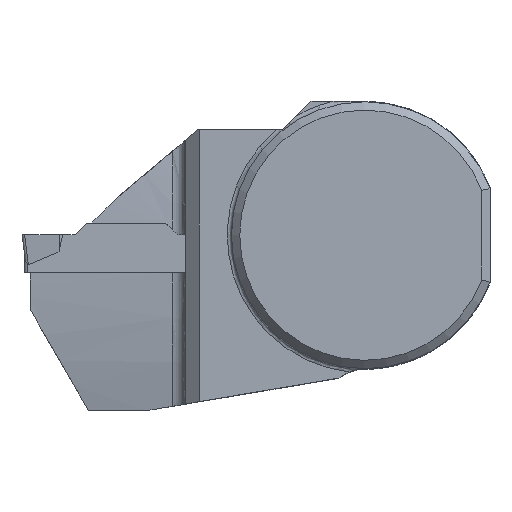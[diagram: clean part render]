
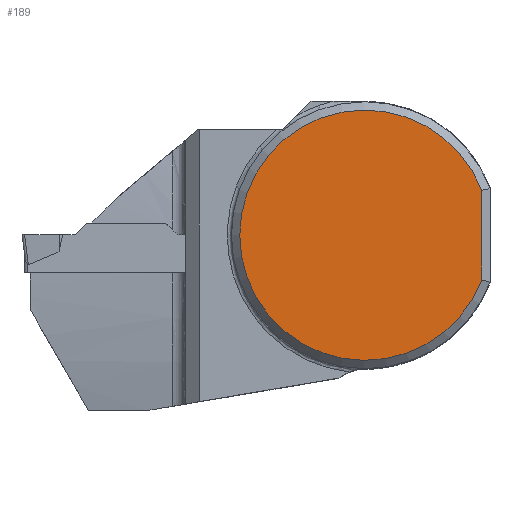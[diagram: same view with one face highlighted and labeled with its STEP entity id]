
A CAD part, top view. The second image highlights one B-rep face of the part: STEP entity #189.
In plain terms, the highlighted planar face has unit normal (0, 0, 1).
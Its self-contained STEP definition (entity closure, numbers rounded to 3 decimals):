
#138=PLANE('',#1421);
#189=ADVANCED_FACE('',(#266),#138,.F.);
#266=FACE_OUTER_BOUND('',#331,.T.);
#331=EDGE_LOOP('',(#711,#712));
#416=LINE('',#2015,#530);
#530=VECTOR('',#1602,1.);
#628=CIRCLE('',#1420,15.);
#711=ORIENTED_EDGE('',*,*,#1184,.F.);
#712=ORIENTED_EDGE('',*,*,#1185,.T.);
#1055=VERTEX_POINT('',#2016);
#1056=VERTEX_POINT('',#2017);
#1184=EDGE_CURVE('',#1055,#1056,#416,.T.);
#1185=EDGE_CURVE('',#1055,#1056,#628,.T.);
#1420=AXIS2_PLACEMENT_3D('',#2018,#1603,#1604);
#1421=AXIS2_PLACEMENT_3D('',#2019,#1605,#1606);
#1602=DIRECTION('',(0.,-1.,0.));
#1603=DIRECTION('',(0.,0.,1.));
#1604=DIRECTION('',(-1.,0.,0.));
#1605=DIRECTION('',(0.,0.,-1.));
#1606=DIRECTION('',(-1.,0.,0.));
#2015=CARTESIAN_POINT('',(14.,0.,0.325));
#2016=CARTESIAN_POINT('',(14.,5.385,0.325));
#2017=CARTESIAN_POINT('',(14.,-5.385,0.325));
#2018=CARTESIAN_POINT('',(0.,0.,0.325));
#2019=CARTESIAN_POINT('',(0.,0.,0.325));
